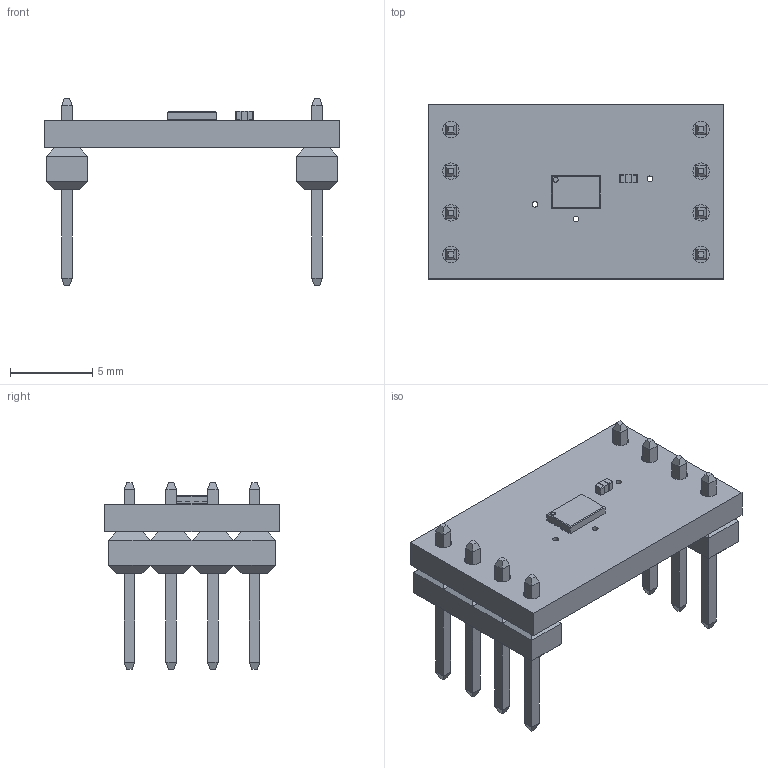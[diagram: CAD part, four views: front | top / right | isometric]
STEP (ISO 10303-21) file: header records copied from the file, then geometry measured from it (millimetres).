
FILE_DESCRIPTION(/* description */ (''),/* implementation_level */ '2;1');
FILE_NAME(/* name */ 'fda945de-527b-4c98-a08b-5e5ced029a12.stp',/* time_stamp */ '2021-01-12T01:01:36+00:00',/* author */ (''),/* organization */ (''),/* preprocessor_version */ 'ST-DEVELOPER v18.1',/* originating_system */ 'Autodesk Translation Framework v9.7.1.1290',/* authorisation */ '');
FILE_SCHEMA (('AUTOMOTIVE_DESIGN { 1 0 10303 214 3 1 1 }'));
Length unit declared in the file: millimetre
Products named in the file (6): fda945de-527b-4c98-a08b-5e5ced029a12; PCB Component; Board; PTH VERT MALE; MX25U1633F; 0.1uF/50V
Assembly tree (6 placements, depth 3):
  fda945de-527b-4c98-a08b-5e5ced029a12
    PCB Component
      Board
      PTH VERT MALE  x2
      MX25U1633F
      0.1uF/50V
Bounding box: 18 x 10.6 x 11.38 mm (x, y, z)
Volume: 451.9 mm3; surface area: 912.5 mm2
Topology: 5 solids, 5 shells, 402 faces, 888 edges, 516 vertices
Faces by surface type: plane 342, cylinder 44, sphere 16
Full cylindrical faces by diameter (mm): 0.3 x1, 0.35 x3, 1 x8
Entity records: 8155 total; most frequent: DIRECTION 1318, CARTESIAN_POINT 1300, ORIENTED_EDGE 1268, EDGE_CURVE 634, LINE 546, VECTOR 546, AXIS2_PLACEMENT_3D 386, VERTEX_POINT 368
